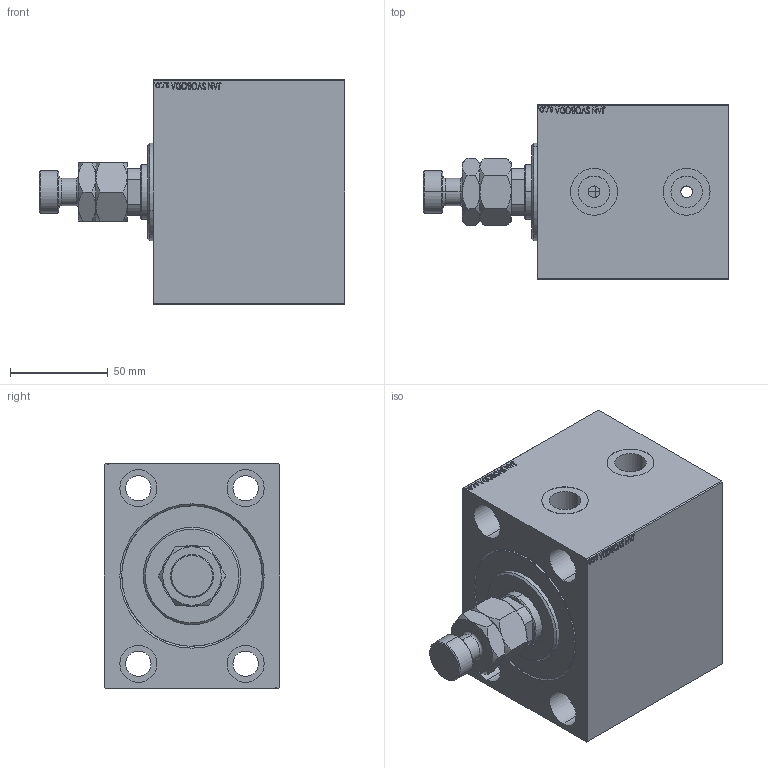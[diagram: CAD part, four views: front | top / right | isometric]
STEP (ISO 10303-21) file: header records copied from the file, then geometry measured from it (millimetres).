
FILE_DESCRIPTION (( 'STEP AP203' ), '1' );
FILE_NAME ('7b86.STEP', '2022-04-17T06:01:56', ( '' ), ( '' ), 'SwSTEP 2.0', 'SolidWorks 2019', '' );
FILE_SCHEMA (( 'CONFIG_CONTROL_DESIGN' ));
Length unit declared in the file: millimetre
Products named in the file (5): V450CM_C_Body 0655552c789d83e8a195e043f8e8bdc9; 7b86; V450CM_C_VCP 0655552c789d83e8a195e043f8e8bdc9; V450CM_VC_B 0655552c789d83e8a195e043f8e8bdc9; MFA 0655552c789d83e8a195e043f8e8bdc9
Assembly tree (4 placements, depth 2):
  7b86
    V450CM_C_Body 0655552c789d83e8a195e043f8e8bdc9
    V450CM_C_VCP 0655552c789d83e8a195e043f8e8bdc9
    V450CM_VC_B 0655552c789d83e8a195e043f8e8bdc9
    MFA 0655552c789d83e8a195e043f8e8bdc9
Bounding box: 156.5 x 90 x 115 mm (x, y, z)
Volume: 911029.3 mm3; surface area: 123861.8 mm2
Topology: 4 solids, 4 shells, 931 faces, 2352 edges, 1547 vertices
Faces by surface type: plane 429, bspline 380, cylinder 76, cone 42, torus 4
Entity records: 46193 total; most frequent: CARTESIAN_POINT 25807, ORIENTED_EDGE 4700, DIRECTION 2840, EDGE_CURVE 2350, VERTEX_POINT 1547, VECTOR 1336, LINE 1336, EDGE_LOOP 1067
